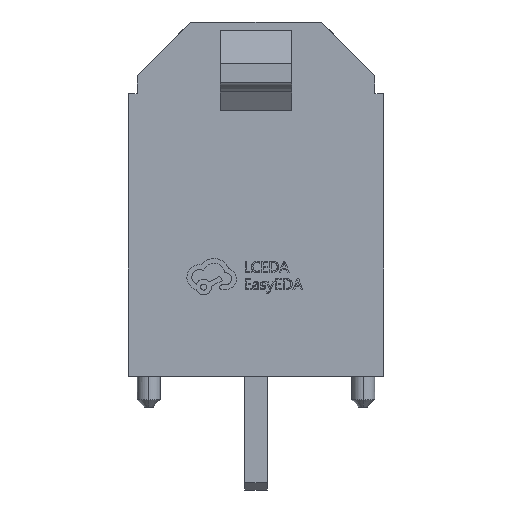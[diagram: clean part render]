
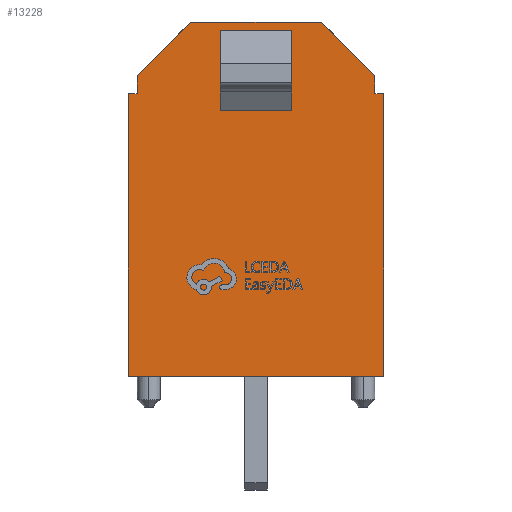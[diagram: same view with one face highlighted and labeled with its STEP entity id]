
A CAD part, left-side view. The second image highlights one B-rep face of the part: STEP entity #13228.
In plain terms, the highlighted planar face has unit normal (-1, 0, 0).
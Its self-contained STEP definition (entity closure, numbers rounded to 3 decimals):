
#252 = EDGE_CURVE ( 'NONE', #3647, #8580, #14364, .T. ) ;
#663 = EDGE_CURVE ( 'NONE', #9679, #14653, #12424, .T. ) ;
#944 = FACE_BOUND ( 'NONE', #6861, .T. ) ;
#1129 = DIRECTION ( 'NONE',  ( 0., -1., 0. ) ) ;
#1347 = VERTEX_POINT ( 'NONE', #8777 ) ;
#1367 = VERTEX_POINT ( 'NONE', #9046 ) ;
#1577 = ORIENTED_EDGE ( 'NONE', *, *, #12947, .F. ) ;
#1904 = CARTESIAN_POINT ( 'NONE',  ( -3.4, 3.325, 8.41 ) ) ;
#1945 = ORIENTED_EDGE ( 'NONE', *, *, #11301, .T. ) ;
#2084 = FACE_OUTER_BOUND ( 'NONE', #12506, .T. ) ;
#2344 = CARTESIAN_POINT ( 'NONE',  ( -3.4, 3.575, 7.91 ) ) ;
#2432 = LINE ( 'NONE', #8530, #6104 ) ;
#2798 = EDGE_CURVE ( 'NONE', #15172, #14653, #15770, .T. ) ;
#2929 = LINE ( 'NONE', #3204, #4179 ) ;
#3014 = CARTESIAN_POINT ( 'NONE',  ( -3.4, 3.325, 7.91 ) ) ;
#3109 = EDGE_CURVE ( 'NONE', #7796, #5083, #15847, .T. ) ;
#3204 = CARTESIAN_POINT ( 'NONE',  ( -3.4, -3.575, 7.91 ) ) ;
#3435 = LINE ( 'NONE', #6248, #13424 ) ;
#3548 = ORIENTED_EDGE ( 'NONE', *, *, #663, .T. ) ;
#3647 = VERTEX_POINT ( 'NONE', #6045 ) ;
#3833 = ORIENTED_EDGE ( 'NONE', *, *, #2798, .F. ) ;
#3933 = VERTEX_POINT ( 'NONE', #16121 ) ;
#4179 = VECTOR ( 'NONE', #7515, 1000. ) ;
#4302 = DIRECTION ( 'NONE',  ( 0., 0., 1. ) ) ;
#4349 = CARTESIAN_POINT ( 'NONE',  ( -3.4, 2.7, 9.035 ) ) ;
#4380 = DIRECTION ( 'NONE',  ( 0., 0., -1. ) ) ;
#4422 = VECTOR ( 'NONE', #6651, 1000. ) ;
#4456 = EDGE_CURVE ( 'NONE', #7544, #1367, #14387, .T. ) ;
#4652 = DIRECTION ( 'NONE',  ( 0., -1., 0. ) ) ;
#4721 = DIRECTION ( 'NONE',  ( 0., 0.707, -0.707 ) ) ;
#4885 = ORIENTED_EDGE ( 'NONE', *, *, #14095, .T. ) ;
#5083 = VERTEX_POINT ( 'NONE', #14210 ) ;
#5581 = CARTESIAN_POINT ( 'NONE',  ( -3.4, -3.575, 9.91 ) ) ;
#5678 = DIRECTION ( 'NONE',  ( 0., 0., 1. ) ) ;
#5753 = EDGE_CURVE ( 'NONE', #6039, #10769, #6559, .T. ) ;
#5870 = VERTEX_POINT ( 'NONE', #18545 ) ;
#6016 = CARTESIAN_POINT ( 'NONE',  ( -3.4, 3.575, 0. ) ) ;
#6039 = VERTEX_POINT ( 'NONE', #10817 ) ;
#6045 = CARTESIAN_POINT ( 'NONE',  ( -3.4, 1.825, 9.91 ) ) ;
#6104 = VECTOR ( 'NONE', #18535, 1000. ) ;
#6198 = DIRECTION ( 'NONE',  ( 0., -1., 0. ) ) ;
#6248 = CARTESIAN_POINT ( 'NONE',  ( -3.4, 1., 7.425 ) ) ;
#6559 = LINE ( 'NONE', #11991, #4422 ) ;
#6586 = PLANE ( 'NONE',  #16421 ) ;
#6630 = VECTOR ( 'NONE', #18151, 1000. ) ;
#6651 = DIRECTION ( 'NONE',  ( 0., 0., -1. ) ) ;
#6861 = EDGE_LOOP ( 'NONE', ( #1577, #10653, #14145, #9781 ) ) ;
#7376 = VECTOR ( 'NONE', #5678, 1000. ) ;
#7515 = DIRECTION ( 'NONE',  ( 0., -1., 0. ) ) ;
#7544 = VERTEX_POINT ( 'NONE', #8751 ) ;
#7555 = EDGE_CURVE ( 'NONE', #3933, #15172, #2929, .T. ) ;
#7796 = VERTEX_POINT ( 'NONE', #2344 ) ;
#8530 = CARTESIAN_POINT ( 'NONE',  ( -3.4, 0.875, 12.61 ) ) ;
#8580 = VERTEX_POINT ( 'NONE', #1904 ) ;
#8724 = CARTESIAN_POINT ( 'NONE',  ( -3.4, 1., 7.425 ) ) ;
#8745 = LINE ( 'NONE', #3014, #18488 ) ;
#8751 = CARTESIAN_POINT ( 'NONE',  ( -3.4, 1., 9.673 ) ) ;
#8777 = CARTESIAN_POINT ( 'NONE',  ( -3.4, -1.825, 9.91 ) ) ;
#9046 = CARTESIAN_POINT ( 'NONE',  ( -3.4, 1., 7.425 ) ) ;
#9127 = DIRECTION ( 'NONE',  ( 0., 1., 0. ) ) ;
#9679 = VERTEX_POINT ( 'NONE', #6016 ) ;
#9781 = ORIENTED_EDGE ( 'NONE', *, *, #5753, .T. ) ;
#9984 = LINE ( 'NONE', #12825, #16083 ) ;
#10032 = VECTOR ( 'NONE', #1129, 1000. ) ;
#10109 = VECTOR ( 'NONE', #4652, 1000. ) ;
#10538 = LINE ( 'NONE', #14665, #10109 ) ;
#10653 = ORIENTED_EDGE ( 'NONE', *, *, #4456, .F. ) ;
#10769 = VERTEX_POINT ( 'NONE', #16256 ) ;
#10817 = CARTESIAN_POINT ( 'NONE',  ( -3.4, -1., 9.673 ) ) ;
#10981 = CARTESIAN_POINT ( 'NONE',  ( -3.4, -3.575, 7.91 ) ) ;
#11094 = EDGE_CURVE ( 'NONE', #7544, #6039, #14035, .T. ) ;
#11301 = EDGE_CURVE ( 'NONE', #5870, #1347, #2432, .T. ) ;
#11305 = ORIENTED_EDGE ( 'NONE', *, *, #7555, .F. ) ;
#11406 = CARTESIAN_POINT ( 'NONE',  ( -3.4, 1., 9.673 ) ) ;
#11410 = DIRECTION ( 'NONE',  ( 0., 0., -1. ) ) ;
#11433 = ORIENTED_EDGE ( 'NONE', *, *, #12271, .F. ) ;
#11979 = ORIENTED_EDGE ( 'NONE', *, *, #12249, .T. ) ;
#11991 = CARTESIAN_POINT ( 'NONE',  ( -3.4, -1., 7.425 ) ) ;
#12249 = EDGE_CURVE ( 'NONE', #7796, #9679, #9984, .T. ) ;
#12271 = EDGE_CURVE ( 'NONE', #5083, #8580, #8745, .T. ) ;
#12424 = LINE ( 'NONE', #13736, #6630 ) ;
#12483 = VECTOR ( 'NONE', #4380, 1000. ) ;
#12506 = EDGE_LOOP ( 'NONE', ( #15334, #18239, #11433, #15354, #11979, #3548, #3833, #11305, #4885, #1945 ) ) ;
#12825 = CARTESIAN_POINT ( 'NONE',  ( -3.4, 3.575, 9.91 ) ) ;
#12852 = EDGE_CURVE ( 'NONE', #3647, #1347, #10538, .T. ) ;
#12947 = EDGE_CURVE ( 'NONE', #1367, #10769, #3435, .T. ) ;
#13228 = ADVANCED_FACE ( 'NONE', ( #944, #2084 ), #6586, .F. ) ;
#13424 = VECTOR ( 'NONE', #17772, 1000. ) ;
#13572 = DIRECTION ( 'NONE',  ( 1., 0., 0. ) ) ;
#13623 = CARTESIAN_POINT ( 'NONE',  ( -3.4, -3.575, 0. ) ) ;
#13736 = CARTESIAN_POINT ( 'NONE',  ( -3.4, 3.575, 0. ) ) ;
#13744 = VECTOR ( 'NONE', #17002, 1000. ) ;
#14035 = LINE ( 'NONE', #11406, #10032 ) ;
#14095 = EDGE_CURVE ( 'NONE', #3933, #5870, #17388, .T. ) ;
#14145 = ORIENTED_EDGE ( 'NONE', *, *, #11094, .T. ) ;
#14210 = CARTESIAN_POINT ( 'NONE',  ( -3.4, 3.325, 7.91 ) ) ;
#14364 = LINE ( 'NONE', #4349, #14706 ) ;
#14387 = LINE ( 'NONE', #8724, #12483 ) ;
#14465 = CARTESIAN_POINT ( 'NONE',  ( -3.4, -3.325, 7.91 ) ) ;
#14653 = VERTEX_POINT ( 'NONE', #13623 ) ;
#14665 = CARTESIAN_POINT ( 'NONE',  ( -3.4, 3.575, 9.91 ) ) ;
#14706 = VECTOR ( 'NONE', #4721, 1000. ) ;
#14933 = VECTOR ( 'NONE', #6198, 1000. ) ;
#15071 = CARTESIAN_POINT ( 'NONE',  ( -3.4, 3.575, 9.91 ) ) ;
#15172 = VERTEX_POINT ( 'NONE', #10981 ) ;
#15334 = ORIENTED_EDGE ( 'NONE', *, *, #12852, .F. ) ;
#15354 = ORIENTED_EDGE ( 'NONE', *, *, #3109, .F. ) ;
#15770 = LINE ( 'NONE', #5581, #13744 ) ;
#15847 = LINE ( 'NONE', #17362, #14933 ) ;
#16083 = VECTOR ( 'NONE', #11410, 1000. ) ;
#16121 = CARTESIAN_POINT ( 'NONE',  ( -3.4, -3.325, 7.91 ) ) ;
#16256 = CARTESIAN_POINT ( 'NONE',  ( -3.4, -1., 7.425 ) ) ;
#16421 = AXIS2_PLACEMENT_3D ( 'NONE', #15071, #13572, #9127 ) ;
#17002 = DIRECTION ( 'NONE',  ( 0., 0., -1. ) ) ;
#17362 = CARTESIAN_POINT ( 'NONE',  ( -3.4, 3.575, 7.91 ) ) ;
#17388 = LINE ( 'NONE', #14465, #7376 ) ;
#17772 = DIRECTION ( 'NONE',  ( 0., -1., 0. ) ) ;
#18151 = DIRECTION ( 'NONE',  ( 0., -1., 0. ) ) ;
#18239 = ORIENTED_EDGE ( 'NONE', *, *, #252, .T. ) ;
#18488 = VECTOR ( 'NONE', #4302, 1000. ) ;
#18535 = DIRECTION ( 'NONE',  ( 0., 0.707, 0.707 ) ) ;
#18545 = CARTESIAN_POINT ( 'NONE',  ( -3.4, -3.325, 8.41 ) ) ;
